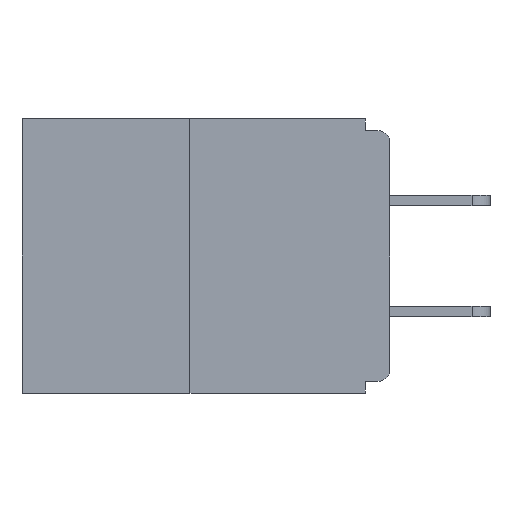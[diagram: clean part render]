
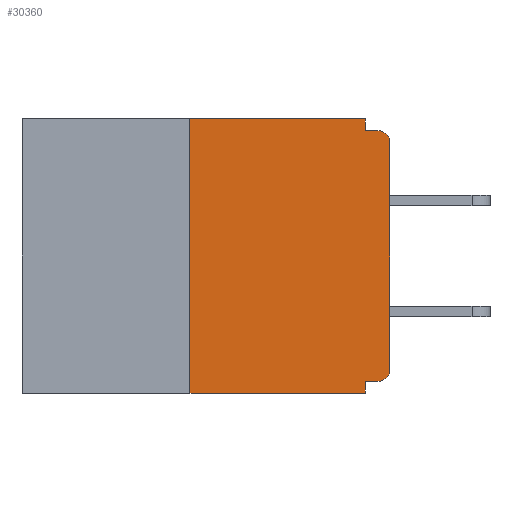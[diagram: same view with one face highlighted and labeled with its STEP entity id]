
A CAD part, left-side view. The second image highlights one B-rep face of the part: STEP entity #30360.
In plain terms, the highlighted planar face has unit normal (-1, 0, 0).
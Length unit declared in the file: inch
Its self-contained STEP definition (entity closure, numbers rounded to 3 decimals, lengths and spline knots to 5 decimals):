
#697 = CARTESIAN_POINT ( 'NONE',  ( 0., 0.031, 0. ) ) ;
#964 = ORIENTED_EDGE ( 'NONE', *, *, #18578, .T. ) ;
#975 = ORIENTED_EDGE ( 'NONE', *, *, #27189, .T. ) ;
#1110 = CARTESIAN_POINT ( 'NONE',  ( 0., 0., -0.015 ) ) ;
#1714 = EDGE_CURVE ( 'NONE', #14693, #5917, #1881, .T. ) ;
#1813 = LINE ( 'NONE', #30722, #21111 ) ;
#1881 = LINE ( 'NONE', #13814, #17782 ) ;
#2146 = EDGE_CURVE ( 'NONE', #11277, #31036, #10150, .T. ) ;
#2596 = VECTOR ( 'NONE', #23356, 39.37008 ) ;
#4535 = AXIS2_PLACEMENT_3D ( 'NONE', #11019, #27999, #13461 ) ;
#4908 = CARTESIAN_POINT ( 'NONE',  ( 0., 0.25, 0. ) ) ;
#5372 = CARTESIAN_POINT ( 'NONE',  ( 0., 0., -0.313 ) ) ;
#5884 = CIRCLE ( 'NONE', #26206, 0.015 ) ;
#5917 = VERTEX_POINT ( 'NONE', #6740 ) ;
#6740 = CARTESIAN_POINT ( 'NONE',  ( 0., 0., -0.03 ) ) ;
#6786 = DIRECTION ( 'NONE',  ( 0., -1., 0. ) ) ;
#7020 = VECTOR ( 'NONE', #29632, 39.37008 ) ;
#7158 = CARTESIAN_POINT ( 'NONE',  ( 0., 0.015, -0.328 ) ) ;
#7166 = DIRECTION ( 'NONE',  ( -1., 0., 0. ) ) ;
#7391 = CARTESIAN_POINT ( 'NONE',  ( 0., 0.031, 0. ) ) ;
#7517 = DIRECTION ( 'NONE',  ( 0., -1., 0. ) ) ;
#7859 = EDGE_CURVE ( 'NONE', #5917, #9049, #16965, .T. ) ;
#8664 = EDGE_CURVE ( 'NONE', #21434, #17759, #28277, .T. ) ;
#8986 = LINE ( 'NONE', #18301, #2596 ) ;
#9049 = VERTEX_POINT ( 'NONE', #30326 ) ;
#9359 = DIRECTION ( 'NONE',  ( 0., 0., -1. ) ) ;
#10017 = AXIS2_PLACEMENT_3D ( 'NONE', #25646, #11149, #28112 ) ;
#10150 = LINE ( 'NONE', #7391, #22308 ) ;
#10379 = CARTESIAN_POINT ( 'NONE',  ( 0., 0.031, -0.343 ) ) ;
#10557 = ORIENTED_EDGE ( 'NONE', *, *, #28549, .F. ) ;
#11019 = CARTESIAN_POINT ( 'NONE',  ( 0., 0.015, -0.03 ) ) ;
#11149 = DIRECTION ( 'NONE',  ( 1., 0., 0. ) ) ;
#11277 = VERTEX_POINT ( 'NONE', #697 ) ;
#11617 = LINE ( 'NONE', #12371, #18846 ) ;
#11914 = ORIENTED_EDGE ( 'NONE', *, *, #17981, .F. ) ;
#12371 = CARTESIAN_POINT ( 'NONE',  ( 0., 0.46, -0.343 ) ) ;
#12666 = LINE ( 'NONE', #1110, #25163 ) ;
#12712 = DIRECTION ( 'NONE',  ( 0., -1., 0. ) ) ;
#13038 = VERTEX_POINT ( 'NONE', #7158 ) ;
#13461 = DIRECTION ( 'NONE',  ( 0., 0., -1. ) ) ;
#13814 = CARTESIAN_POINT ( 'NONE',  ( 0., 0., 0. ) ) ;
#13846 = VECTOR ( 'NONE', #18733, 39.37008 ) ;
#13918 = DIRECTION ( 'NONE',  ( 0., 0., 1. ) ) ;
#14229 = CARTESIAN_POINT ( 'NONE',  ( 0., 0.015, -0.313 ) ) ;
#14693 = VERTEX_POINT ( 'NONE', #5372 ) ;
#15128 = CARTESIAN_POINT ( 'NONE',  ( 0., 0.031, -0.328 ) ) ;
#16965 = CIRCLE ( 'NONE', #4535, 0.015 ) ;
#17540 = DIRECTION ( 'NONE',  ( 0., 0., -1. ) ) ;
#17759 = VERTEX_POINT ( 'NONE', #4908 ) ;
#17782 = VECTOR ( 'NONE', #13918, 39.37008 ) ;
#17946 = VERTEX_POINT ( 'NONE', #10379 ) ;
#17981 = EDGE_CURVE ( 'NONE', #17759, #11277, #1813, .T. ) ;
#18301 = CARTESIAN_POINT ( 'NONE',  ( 0., 0., -0.328 ) ) ;
#18511 = ORIENTED_EDGE ( 'NONE', *, *, #7859, .T. ) ;
#18578 = EDGE_CURVE ( 'NONE', #13038, #14693, #5884, .T. ) ;
#18733 = DIRECTION ( 'NONE',  ( 0., 0., 1. ) ) ;
#18846 = VECTOR ( 'NONE', #7517, 39.37008 ) ;
#18941 = CARTESIAN_POINT ( 'NONE',  ( 0., 0.031, -0.015 ) ) ;
#19654 = EDGE_CURVE ( 'NONE', #31036, #9049, #12666, .T. ) ;
#21111 = VECTOR ( 'NONE', #6786, 39.37008 ) ;
#21434 = VERTEX_POINT ( 'NONE', #30778 ) ;
#21449 = LINE ( 'NONE', #24535, #7020 ) ;
#22134 = ORIENTED_EDGE ( 'NONE', *, *, #1714, .T. ) ;
#22308 = VECTOR ( 'NONE', #17540, 39.37008 ) ;
#23356 = DIRECTION ( 'NONE',  ( 0., 1., 0. ) ) ;
#23580 = CARTESIAN_POINT ( 'NONE',  ( 0., 0.25, 0. ) ) ;
#23667 = VERTEX_POINT ( 'NONE', #15128 ) ;
#24407 = ORIENTED_EDGE ( 'NONE', *, *, #19654, .F. ) ;
#24535 = CARTESIAN_POINT ( 'NONE',  ( 0., 0.031, -0.343 ) ) ;
#25163 = VECTOR ( 'NONE', #12712, 39.37008 ) ;
#25526 = ORIENTED_EDGE ( 'NONE', *, *, #2146, .F. ) ;
#25646 = CARTESIAN_POINT ( 'NONE',  ( 0., 0.46, 0. ) ) ;
#25881 = FACE_OUTER_BOUND ( 'NONE', #27653, .T. ) ;
#26206 = AXIS2_PLACEMENT_3D ( 'NONE', #14229, #7166, #9359 ) ;
#27189 = EDGE_CURVE ( 'NONE', #21434, #17946, #11617, .T. ) ;
#27269 = ORIENTED_EDGE ( 'NONE', *, *, #29613, .F. ) ;
#27653 = EDGE_LOOP ( 'NONE', ( #11914, #31031, #975, #27269, #10557, #964, #22134, #18511, #24407, #25526 ) ) ;
#27999 = DIRECTION ( 'NONE',  ( -1., 0., 0. ) ) ;
#28112 = DIRECTION ( 'NONE',  ( 0., 0., -1. ) ) ;
#28277 = LINE ( 'NONE', #23580, #13846 ) ;
#28549 = EDGE_CURVE ( 'NONE', #13038, #23667, #8986, .T. ) ;
#29613 = EDGE_CURVE ( 'NONE', #23667, #17946, #21449, .T. ) ;
#29632 = DIRECTION ( 'NONE',  ( 0., 0., -1. ) ) ;
#30055 = PLANE ( 'NONE',  #10017 ) ;
#30326 = CARTESIAN_POINT ( 'NONE',  ( 0., 0.015, -0.015 ) ) ;
#30360 = ADVANCED_FACE ( 'NONE', ( #25881 ), #30055, .F. ) ;
#30722 = CARTESIAN_POINT ( 'NONE',  ( 0., 0.46, 0. ) ) ;
#30778 = CARTESIAN_POINT ( 'NONE',  ( 0., 0.25, -0.343 ) ) ;
#31031 = ORIENTED_EDGE ( 'NONE', *, *, #8664, .F. ) ;
#31036 = VERTEX_POINT ( 'NONE', #18941 ) ;
